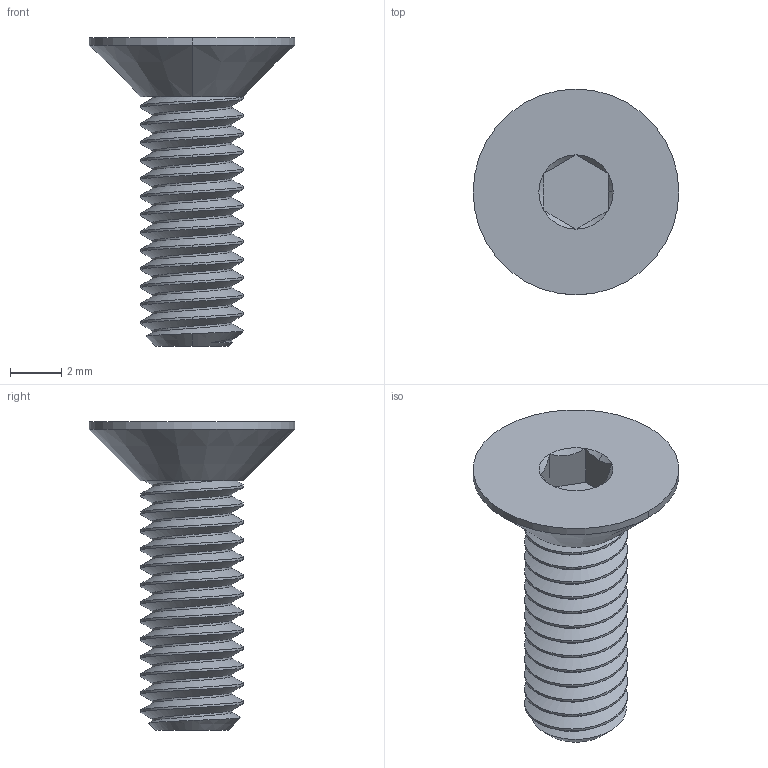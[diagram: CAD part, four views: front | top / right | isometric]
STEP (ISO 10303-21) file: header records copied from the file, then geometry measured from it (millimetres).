
FILE_DESCRIPTION (( 'STEP AP214' ), '1' );
FILE_NAME ('Flat Head Screw M4 x 12mm 91294A192.STEP', '2023-02-25T15:47:44', ( '' ), ( '' ), 'SwSTEP 2.0', 'SolidWorks 2023', '' );
FILE_SCHEMA (( 'AUTOMOTIVE_DESIGN' ));
Length unit declared in the file: millimetre
Products named in the file (1): Flat Head Screw M4 x 12mm 91294A192_91294A192
Bounding box: 8 x 8 x 12 mm (x, y, z)
Volume: 160.6 mm3; surface area: 340.5 mm2
Topology: 2 solids, 2 shells, 54 faces, 133 edges, 84 vertices
Faces by surface type: cylinder 29, cone 11, plane 11, bspline 3
Entity records: 3282 total; most frequent: CARTESIAN_POINT 2170, ORIENTED_EDGE 266, DIRECTION 183, EDGE_CURVE 133, VERTEX_POINT 84, AXIS2_PLACEMENT_3D 69, EDGE_LOOP 55, FACE_OUTER_BOUND 54
